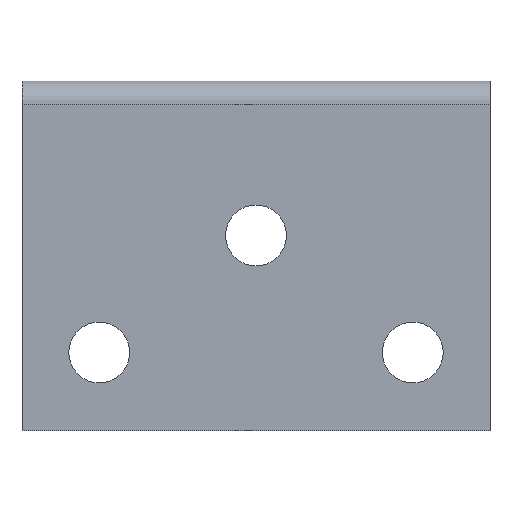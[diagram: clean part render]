
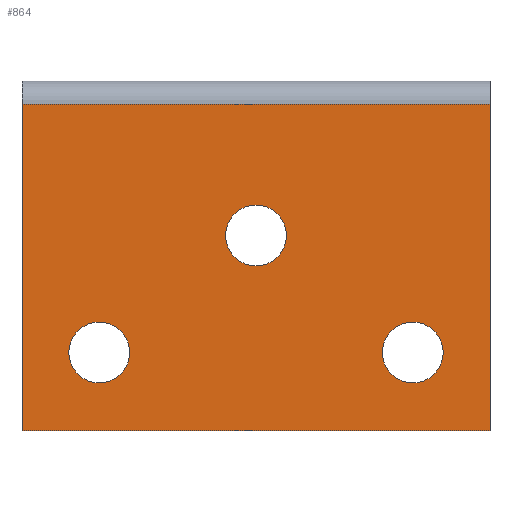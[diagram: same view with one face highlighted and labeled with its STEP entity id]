
A CAD part, front view. The second image highlights one B-rep face of the part: STEP entity #864.
In plain terms, the highlighted planar face has unit normal (0, -1, 0).
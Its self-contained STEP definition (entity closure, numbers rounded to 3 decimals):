
#26 = VERTEX_POINT ( 'NONE', #386 ) ;
#28 = DIRECTION ( 'NONE',  ( 0., 0., -1. ) ) ;
#30 = CARTESIAN_POINT ( 'NONE',  ( -6.6, -17.949, -23.2 ) ) ;
#42 = EDGE_CURVE ( 'NONE', #922, #595, #1022, .T. ) ;
#53 = EDGE_LOOP ( 'NONE', ( #290, #929 ) ) ;
#73 = EDGE_CURVE ( 'NONE', #922, #860, #626, .T. ) ;
#78 = EDGE_CURVE ( 'NONE', #488, #1014, #247, .T. ) ;
#97 = CARTESIAN_POINT ( 'NONE',  ( -33.4, -17.949, -25.8 ) ) ;
#99 = EDGE_CURVE ( 'NONE', #595, #753, #696, .T. ) ;
#109 = AXIS2_PLACEMENT_3D ( 'NONE', #262, #1146, #159 ) ;
#145 = CARTESIAN_POINT ( 'NONE',  ( -33.4, -17.949, -20.6 ) ) ;
#159 = DIRECTION ( 'NONE',  ( 0., 0., -1. ) ) ;
#162 = CIRCLE ( 'NONE', #490, 2.6 ) ;
#165 = ORIENTED_EDGE ( 'NONE', *, *, #990, .T. ) ;
#169 = ORIENTED_EDGE ( 'NONE', *, *, #42, .F. ) ;
#180 = CARTESIAN_POINT ( 'NONE',  ( 0., -17.949, -2. ) ) ;
#182 = ORIENTED_EDGE ( 'NONE', *, *, #73, .T. ) ;
#189 = FACE_BOUND ( 'NONE', #653, .T. ) ;
#204 = DIRECTION ( 'NONE',  ( 0., -1., 0. ) ) ;
#207 = CIRCLE ( 'NONE', #683, 2.6 ) ;
#208 = AXIS2_PLACEMENT_3D ( 'NONE', #256, #541, #978 ) ;
#216 = EDGE_CURVE ( 'NONE', #26, #834, #207, .T. ) ;
#243 = EDGE_LOOP ( 'NONE', ( #631, #910 ) ) ;
#247 = CIRCLE ( 'NONE', #501, 2.6 ) ;
#253 = CARTESIAN_POINT ( 'NONE',  ( -6.6, -17.949, -23.2 ) ) ;
#256 = CARTESIAN_POINT ( 'NONE',  ( -40., -17.949, -2. ) ) ;
#260 = CARTESIAN_POINT ( 'NONE',  ( -20., -17.949, -10.6 ) ) ;
#262 = CARTESIAN_POINT ( 'NONE',  ( -33.4, -17.949, -23.2 ) ) ;
#264 = PLANE ( 'NONE',  #208 ) ;
#277 = EDGE_CURVE ( 'NONE', #1014, #488, #889, .T. ) ;
#278 = EDGE_CURVE ( 'NONE', #834, #26, #775, .T. ) ;
#285 = CARTESIAN_POINT ( 'NONE',  ( -40., -17.949, -29.9 ) ) ;
#289 = ORIENTED_EDGE ( 'NONE', *, *, #277, .F. ) ;
#290 = ORIENTED_EDGE ( 'NONE', *, *, #931, .F. ) ;
#330 = DIRECTION ( 'NONE',  ( 0., 0., -1. ) ) ;
#352 = CARTESIAN_POINT ( 'NONE',  ( -6.6, -17.949, -25.8 ) ) ;
#368 = CARTESIAN_POINT ( 'NONE',  ( -40., -17.949, -2. ) ) ;
#386 = CARTESIAN_POINT ( 'NONE',  ( -6.6, -17.949, -20.6 ) ) ;
#424 = CARTESIAN_POINT ( 'NONE',  ( 0., -17.949, -2. ) ) ;
#450 = CARTESIAN_POINT ( 'NONE',  ( -20., -17.949, -13.2 ) ) ;
#481 = FACE_BOUND ( 'NONE', #243, .T. ) ;
#484 = DIRECTION ( 'NONE',  ( 1., 0., 0. ) ) ;
#485 = ORIENTED_EDGE ( 'NONE', *, *, #78, .F. ) ;
#488 = VERTEX_POINT ( 'NONE', #145 ) ;
#490 = AXIS2_PLACEMENT_3D ( 'NONE', #848, #941, #330 ) ;
#501 = AXIS2_PLACEMENT_3D ( 'NONE', #737, #892, #28 ) ;
#521 = DIRECTION ( 'NONE',  ( 0., 0., -1. ) ) ;
#526 = DIRECTION ( 'NONE',  ( 0., -1., 0. ) ) ;
#541 = DIRECTION ( 'NONE',  ( 0., -1., 0. ) ) ;
#546 = VECTOR ( 'NONE', #484, 1000. ) ;
#549 = DIRECTION ( 'NONE',  ( 0., 0., -1. ) ) ;
#590 = EDGE_LOOP ( 'NONE', ( #1141, #169, #182, #165 ) ) ;
#595 = VERTEX_POINT ( 'NONE', #424 ) ;
#598 = VECTOR ( 'NONE', #820, 1000. ) ;
#621 = CARTESIAN_POINT ( 'NONE',  ( -40., -17.949, -29.9 ) ) ;
#626 = LINE ( 'NONE', #368, #598 ) ;
#631 = ORIENTED_EDGE ( 'NONE', *, *, #216, .F. ) ;
#653 = EDGE_LOOP ( 'NONE', ( #485, #289 ) ) ;
#655 = CARTESIAN_POINT ( 'NONE',  ( -40., -17.949, -2. ) ) ;
#671 = FACE_OUTER_BOUND ( 'NONE', #590, .T. ) ;
#683 = AXIS2_PLACEMENT_3D ( 'NONE', #30, #204, #915 ) ;
#696 = LINE ( 'NONE', #180, #1050 ) ;
#737 = CARTESIAN_POINT ( 'NONE',  ( -33.4, -17.949, -23.2 ) ) ;
#753 = VERTEX_POINT ( 'NONE', #1088 ) ;
#775 = CIRCLE ( 'NONE', #877, 2.6 ) ;
#820 = DIRECTION ( 'NONE',  ( 0., 0., -1. ) ) ;
#826 = LINE ( 'NONE', #285, #905 ) ;
#834 = VERTEX_POINT ( 'NONE', #352 ) ;
#836 = AXIS2_PLACEMENT_3D ( 'NONE', #450, #1072, #549 ) ;
#843 = CIRCLE ( 'NONE', #836, 2.6 ) ;
#848 = CARTESIAN_POINT ( 'NONE',  ( -20., -17.949, -13.2 ) ) ;
#860 = VERTEX_POINT ( 'NONE', #621 ) ;
#864 = ADVANCED_FACE ( 'NONE', ( #481, #189, #901, #671 ), #264, .T. ) ;
#877 = AXIS2_PLACEMENT_3D ( 'NONE', #253, #526, #521 ) ;
#889 = CIRCLE ( 'NONE', #109, 2.6 ) ;
#892 = DIRECTION ( 'NONE',  ( 0., -1., 0. ) ) ;
#901 = FACE_BOUND ( 'NONE', #53, .T. ) ;
#902 = DIRECTION ( 'NONE',  ( 1., 0., 0. ) ) ;
#905 = VECTOR ( 'NONE', #902, 1000. ) ;
#910 = ORIENTED_EDGE ( 'NONE', *, *, #278, .F. ) ;
#915 = DIRECTION ( 'NONE',  ( 0., 0., -1. ) ) ;
#922 = VERTEX_POINT ( 'NONE', #967 ) ;
#929 = ORIENTED_EDGE ( 'NONE', *, *, #1099, .F. ) ;
#931 = EDGE_CURVE ( 'NONE', #933, #1068, #843, .T. ) ;
#933 = VERTEX_POINT ( 'NONE', #260 ) ;
#941 = DIRECTION ( 'NONE',  ( 0., -1., 0. ) ) ;
#967 = CARTESIAN_POINT ( 'NONE',  ( -40., -17.949, -2. ) ) ;
#978 = DIRECTION ( 'NONE',  ( 0., 0., -1. ) ) ;
#990 = EDGE_CURVE ( 'NONE', #860, #753, #826, .T. ) ;
#1014 = VERTEX_POINT ( 'NONE', #97 ) ;
#1022 = LINE ( 'NONE', #655, #546 ) ;
#1050 = VECTOR ( 'NONE', #1070, 1000. ) ;
#1068 = VERTEX_POINT ( 'NONE', #1100 ) ;
#1070 = DIRECTION ( 'NONE',  ( 0., 0., -1. ) ) ;
#1072 = DIRECTION ( 'NONE',  ( 0., -1., 0. ) ) ;
#1088 = CARTESIAN_POINT ( 'NONE',  ( 0., -17.949, -29.9 ) ) ;
#1099 = EDGE_CURVE ( 'NONE', #1068, #933, #162, .T. ) ;
#1100 = CARTESIAN_POINT ( 'NONE',  ( -20., -17.949, -15.8 ) ) ;
#1141 = ORIENTED_EDGE ( 'NONE', *, *, #99, .F. ) ;
#1146 = DIRECTION ( 'NONE',  ( 0., -1., 0. ) ) ;
